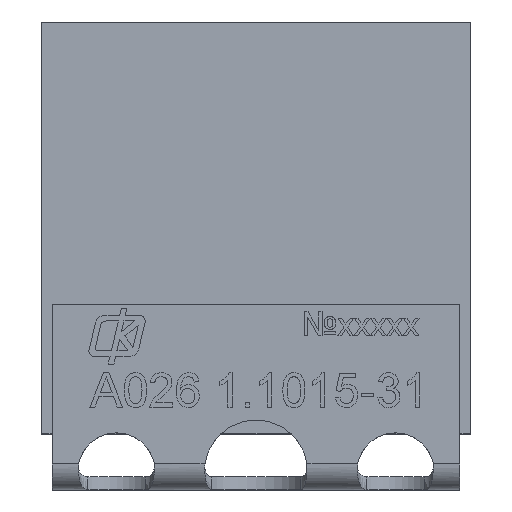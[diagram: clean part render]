
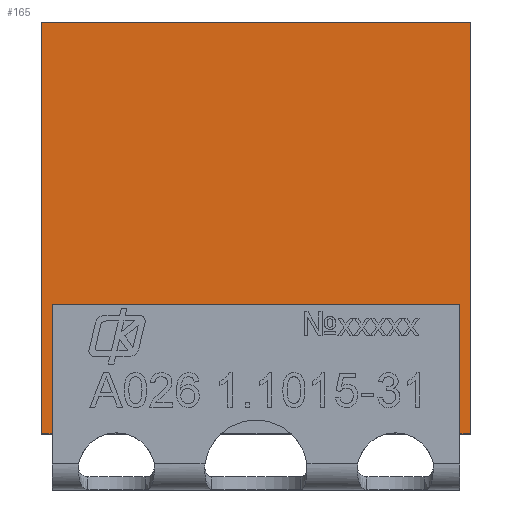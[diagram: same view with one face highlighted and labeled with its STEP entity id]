
A CAD part, top view. The second image highlights one B-rep face of the part: STEP entity #165.
In plain terms, the highlighted planar face has unit normal (0, 0, 1).
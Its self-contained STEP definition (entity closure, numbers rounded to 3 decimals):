
#165=ADVANCED_FACE('',(#3559),#3561,.F.);
#3559=FACE_BOUND('',#3560,.T.);
#3560=EDGE_LOOP('',(#8774,#8775,#8776,#8777,#8778,#8779,#8780,#8781));
#3561=PLANE('',#3562);
#3562=AXIS2_PLACEMENT_3D('',#3563,#3564,#3565);
#3563=CARTESIAN_POINT('',(-5.,4.8,1.8));
#3564=DIRECTION('',(0.,0.,-1.));
#3565=DIRECTION('',(-1.,0.,0.));
#8774=ORIENTED_EDGE('',*,*,#10790,.T.);
#8775=ORIENTED_EDGE('',*,*,#10791,.T.);
#8776=ORIENTED_EDGE('',*,*,#10792,.F.);
#8777=ORIENTED_EDGE('',*,*,#10749,.F.);
#8778=ORIENTED_EDGE('',*,*,#10793,.F.);
#8779=ORIENTED_EDGE('',*,*,#10794,.T.);
#8780=ORIENTED_EDGE('',*,*,#10795,.F.);
#8781=ORIENTED_EDGE('',*,*,#10796,.T.);
#10749=EDGE_CURVE('',#11772,#11764,#11774,.T.);
#10790=EDGE_CURVE('',#11853,#11854,#11855,.T.);
#10791=EDGE_CURVE('',#11854,#11856,#11857,.T.);
#10792=EDGE_CURVE('',#11764,#11856,#11858,.T.);
#10793=EDGE_CURVE('',#11859,#11772,#11860,.T.);
#10794=EDGE_CURVE('',#11859,#11861,#11862,.T.);
#10795=EDGE_CURVE('',#11863,#11861,#11864,.T.);
#10796=EDGE_CURVE('',#11863,#11853,#11865,.T.);
#11764=VERTEX_POINT('',#13456);
#11772=VERTEX_POINT('',#13472);
#11774=LINE('',#13476,#13477);
#11853=VERTEX_POINT('',#13637);
#11854=VERTEX_POINT('',#13638);
#11855=LINE('',#13639,#13640);
#11856=VERTEX_POINT('',#13642);
#11857=LINE('',#13643,#13644);
#11858=LINE('',#13646,#13647);
#11859=VERTEX_POINT('',#13649);
#11860=LINE('',#13650,#13651);
#11861=VERTEX_POINT('',#13653);
#11862=LINE('',#13654,#13655);
#11863=VERTEX_POINT('',#13657);
#11864=LINE('',#13658,#13659);
#11865=LINE('',#13661,#13662);
#13456=CARTESIAN_POINT('',(5.,-4.799,1.8));
#13472=CARTESIAN_POINT('',(5.,4.8,1.8));
#13476=CARTESIAN_POINT('',(5.,4.8,1.8));
#13477=VECTOR('',#13478,1.);
#13478=DIRECTION('',(0.,-1.,0.));
#13637=CARTESIAN_POINT('',(-4.75,-1.775,1.8));
#13638=CARTESIAN_POINT('',(4.75,-1.775,1.8));
#13639=CARTESIAN_POINT('',(-4.75,-1.775,1.8));
#13640=VECTOR('',#13641,1.);
#13641=DIRECTION('',(1.,0.,0.));
#13642=CARTESIAN_POINT('',(4.75,-4.799,1.8));
#13643=CARTESIAN_POINT('',(4.75,-1.775,1.8));
#13644=VECTOR('',#13645,1.);
#13645=DIRECTION('',(0.,-1.,0.));
#13646=CARTESIAN_POINT('',(5.,-4.799,1.8));
#13647=VECTOR('',#13648,1.);
#13648=DIRECTION('',(-1.,0.,0.));
#13649=CARTESIAN_POINT('',(-5.,4.8,1.8));
#13650=CARTESIAN_POINT('',(-5.,4.8,1.8));
#13651=VECTOR('',#13652,1.);
#13652=DIRECTION('',(1.,0.,0.));
#13653=CARTESIAN_POINT('',(-5.,-4.799,1.8));
#13654=CARTESIAN_POINT('',(-5.,4.8,1.8));
#13655=VECTOR('',#13656,1.);
#13656=DIRECTION('',(0.,-1.,0.));
#13657=CARTESIAN_POINT('',(-4.75,-4.799,1.8));
#13658=CARTESIAN_POINT('',(-4.75,-4.799,1.8));
#13659=VECTOR('',#13660,1.);
#13660=DIRECTION('',(-1.,0.,0.));
#13661=CARTESIAN_POINT('',(-4.75,-4.799,1.8));
#13662=VECTOR('',#13663,1.);
#13663=DIRECTION('',(0.,1.,0.));
